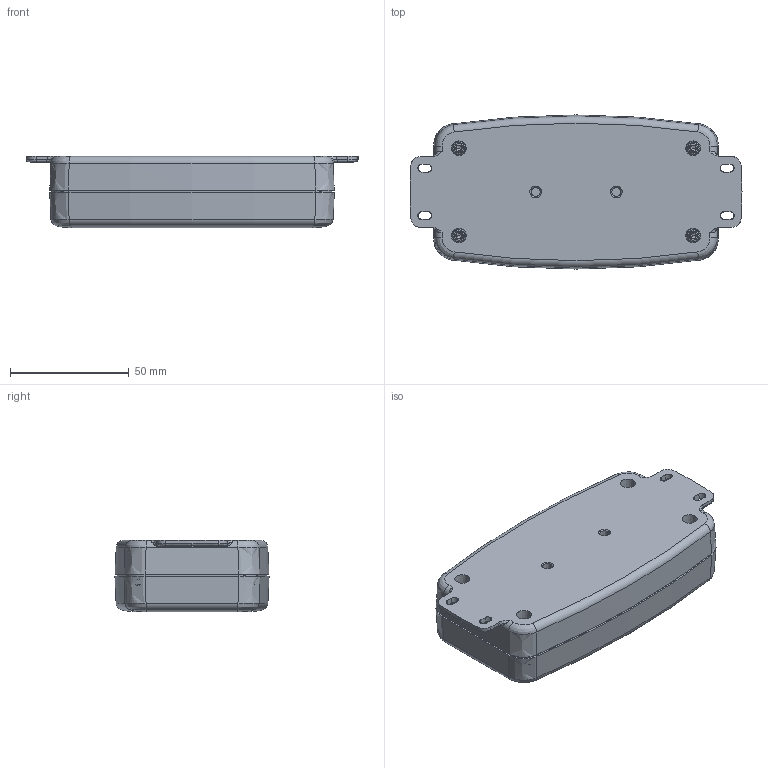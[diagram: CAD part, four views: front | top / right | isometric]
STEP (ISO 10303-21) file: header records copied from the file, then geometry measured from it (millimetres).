
FILE_DESCRIPTION (( 'STEP AP203' ), '1' );
FILE_NAME ('447-800-50.STEP', '2022-06-30T13:13:25', ( '' ), ( '' ), 'SwSTEP 2.0', 'SolidWorks 2018', '' );
FILE_SCHEMA (( 'CONFIG_CONTROL_DESIGN' ));
Length unit declared in the file: millimetre
Products named in the file (5): 044780003; 044780001; 063057404; 044780002_044780041; 447-800-50
Assembly tree (7 placements, depth 2):
  447-800-50
    044780002_044780041
    044780001
    044780003
    063057404  x4
Bounding box: 140 x 65 x 30 mm (x, y, z)
Volume: 71678.1 mm3; surface area: 62381.5 mm2
Topology: 7 solids, 7 shells, 1186 faces, 3023 edges, 1920 vertices
Faces by surface type: plane 356, bspline 324, cylinder 239, cone 155, torus 110, sphere 2
Entity records: 38174 total; most frequent: CARTESIAN_POINT 15646, ORIENTED_EDGE 4782, DIRECTION 4318, EDGE_CURVE 2391, AXIS2_PLACEMENT_3D 1666, VERTEX_POINT 1512, EDGE_LOOP 1055, LINE 986
